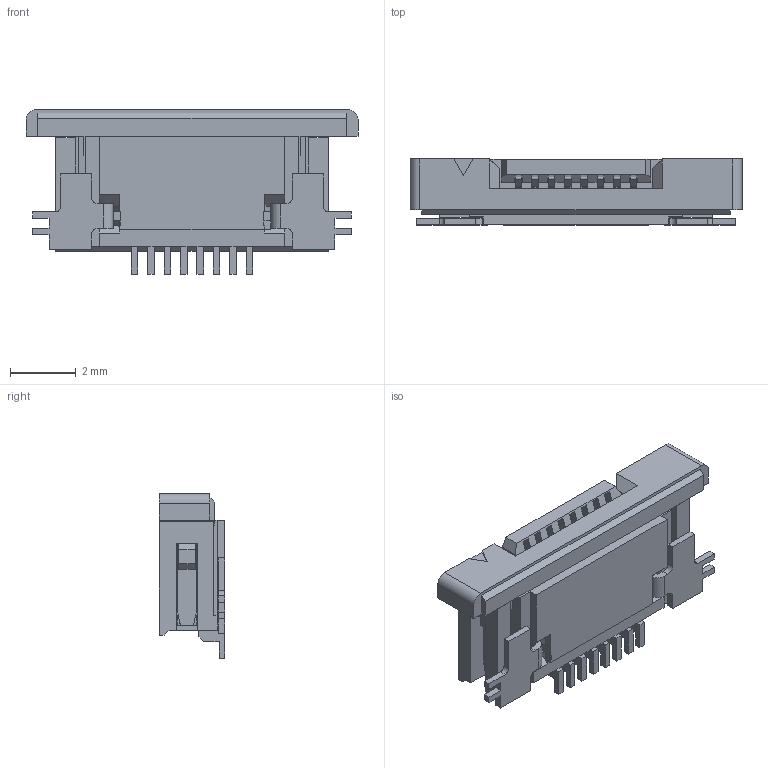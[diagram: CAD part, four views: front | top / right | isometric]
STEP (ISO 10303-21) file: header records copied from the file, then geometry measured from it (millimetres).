
FILE_DESCRIPTION((''),'2;1');
FILE_NAME('527450897','2019-07-11T',('gga'),(''),'PRO/ENGINEER BY PARAMETRIC TECHNOLOGY CORPORATION, 2016010','PRO/ENGINEER BY PARAMETRIC TECHNOLOGY CORPORATION, 2016010','');
FILE_SCHEMA(('CONFIG_CONTROL_DESIGN'));
Length unit declared in the file: millimetre
Products named in the file (1): 527450897
Bounding box: 10.1 x 2 x 5 mm (x, y, z)
Volume: 56.8 mm3; surface area: 286.4 mm2
Topology: 1 solids, 1 shells, 457 faces, 1385 edges, 924 vertices
Faces by surface type: plane 417, cylinder 40
Entity records: 15244 total; most frequent: CARTESIAN_POINT 2749, ORIENTED_EDGE 2682, DIRECTION 2375, EDGE_CURVE 1341, VECTOR 1295, LINE 1295, VERTEX_POINT 880, AXIS2_PLACEMENT_3D 540
